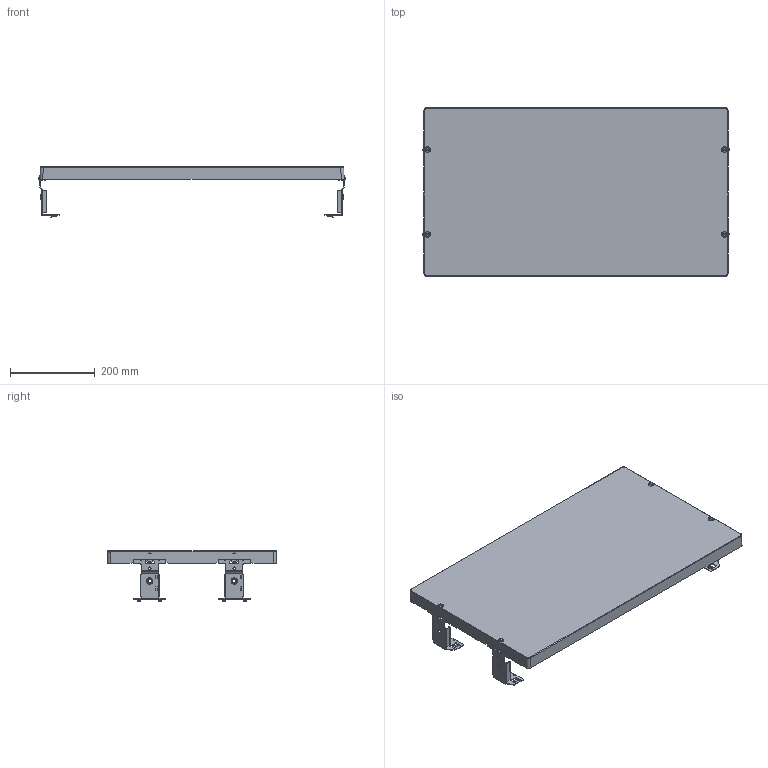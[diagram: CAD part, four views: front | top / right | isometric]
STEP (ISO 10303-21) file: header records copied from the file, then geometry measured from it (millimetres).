
FILE_DESCRIPTION((''),'2;1');
FILE_NAME('GW46479F_ASM','2021-04-09T11:30:23',('User'),('Axiro Italia'),'CREO PARAMETRIC BY PTC INC, 2020354','CREO PARAMETRIC BY PTC INC, 2020354','');
FILE_SCHEMA(('CONFIG_CONTROL_DESIGN'));
Length unit declared in the file: millimetre
Products named in the file (4): 55711030F2XX_MOSTRINA_CIECA_DOP; 55718951FXXX_STAFFA_X_SUPP_GUID; STAFFE_79_ASM; GW46479F_ASM
Assembly tree (6 placements, depth 3):
  GW46479F_ASM
    55711030F2XX_MOSTRINA_CIECA_DOP
    STAFFE_79_ASM
      55718951FXXX_STAFFA_X_SUPP_GUID  x4
Bounding box: 722.99 x 399 x 119.87 mm (x, y, z)
Volume: 1098887.3 mm3; surface area: 779285 mm2
Topology: 5 solids, 5 shells, 1062 faces, 3028 edges, 1996 vertices
Faces by surface type: plane 670, cylinder 304, sphere 48, cone 36, bspline 4
Entity records: 19064 total; most frequent: CARTESIAN_POINT 4733, ORIENTED_EDGE 3076, DIRECTION 2803, EDGE_CURVE 1538, VECTOR 1049, LINE 1049, VERTEX_POINT 1024, AXIS2_PLACEMENT_3D 877
